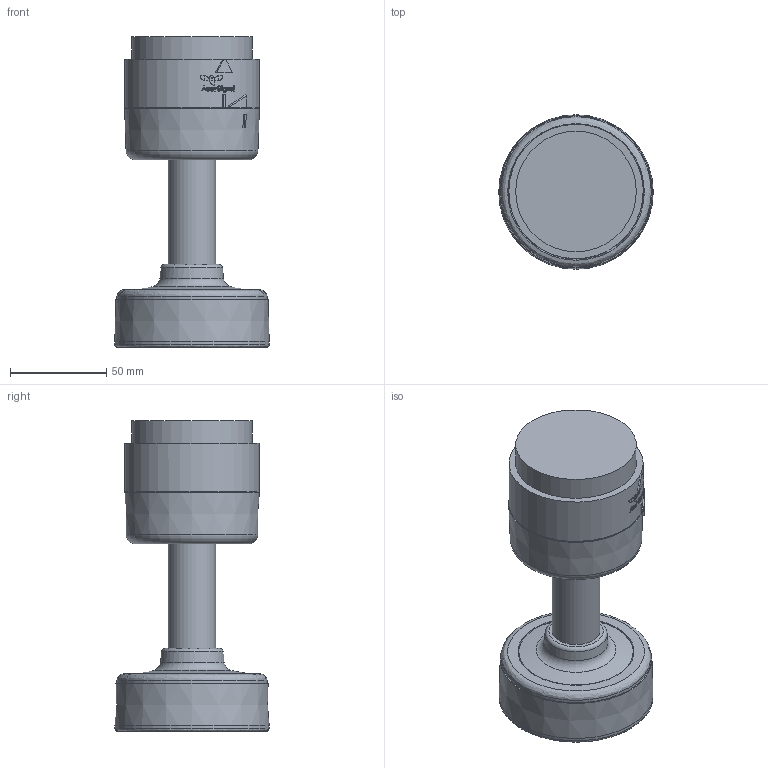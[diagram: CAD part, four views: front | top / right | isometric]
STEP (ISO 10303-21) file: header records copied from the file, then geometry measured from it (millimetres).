
FILE_DESCRIPTION(/* description */ (''),/* implementation_level */ '2;1');
FILE_NAME(/* name */ 'PC7FR.stp',/* time_stamp */ '2021-03-22T15:16:03+01:00',/* author */ (''),/* organization */ (''),/* preprocessor_version */ 'ST-DEVELOPER v16',/* originating_system */ 'SIEMENS PLM Software NX 10.0',/* authorisation */ '');
FILE_SCHEMA (('AUTOMOTIVE_DESIGN { 1 0 10303 214 3 1 1 1 }'));
Length unit declared in the file: millimetre
Products named in the file (1): p.ge3FC4A808d9ax
Bounding box: 80.41 x 80.41 x 161.95 mm (x, y, z)
Volume: 420321.2 mm3; surface area: 65298.5 mm2
Topology: 3 solids, 3 shells, 74 faces, 231 edges, 193 vertices
Faces by surface type: cylinder 33, plane 21, cone 10, bspline 4, torus 3, revolution 3
Full cylindrical faces by diameter (mm): 24.8 x1, 59.6 x1, 60.549 x1, 62.8 x1, 69.2 x1, 70 x1, 80.412 x1
Entity records: 3748 total; most frequent: CARTESIAN_POINT 1594, ORIENTED_EDGE 406, DIRECTION 353, EDGE_CURVE 203, VERTEX_POINT 187, AXIS2_PLACEMENT_3D 154, EDGE_LOOP 128, FACE_BOUND 88
